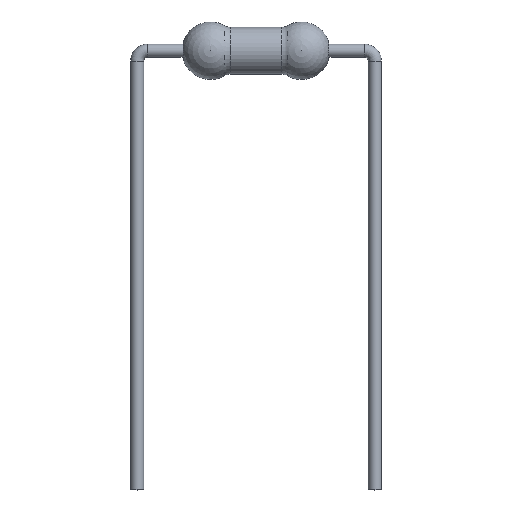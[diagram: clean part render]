
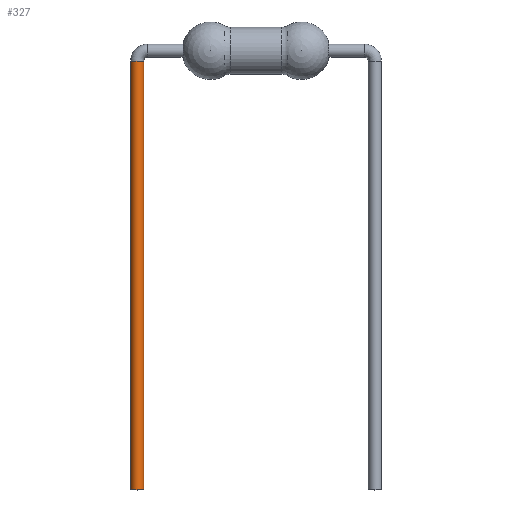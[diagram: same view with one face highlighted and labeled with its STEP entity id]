
A CAD part, top view. The second image highlights one B-rep face of the part: STEP entity #327.
In plain terms, the highlighted cylindrical face has radius 0.32 mm (diameter 0.64 mm), a partial arc.
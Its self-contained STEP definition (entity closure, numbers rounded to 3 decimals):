
#12 = ORIENTED_EDGE ( 'NONE', *, *, #607, .T. ) ;
#28 = CARTESIAN_POINT ( 'NONE',  ( -5.475, 0.892, 0. ) ) ;
#59 = EDGE_CURVE ( 'NONE', #190, #476, #764, .T. ) ;
#69 = CARTESIAN_POINT ( 'NONE',  ( -5.475, 0.892, 0. ) ) ;
#96 = DIRECTION ( 'NONE',  ( 0., -1., 0. ) ) ;
#154 = CIRCLE ( 'NONE', #448, 0.32 ) ;
#167 = AXIS2_PLACEMENT_3D ( 'NONE', #568, #96, #502 ) ;
#179 = CYLINDRICAL_SURFACE ( 'NONE', #167, 0.32 ) ;
#190 = VERTEX_POINT ( 'NONE', #734 ) ;
#200 = ORIENTED_EDGE ( 'NONE', *, *, #205, .F. ) ;
#205 = EDGE_CURVE ( 'NONE', #642, #476, #154, .T. ) ;
#221 = VECTOR ( 'NONE', #320, 1000. ) ;
#225 = DIRECTION ( 'NONE',  ( 1., 0., 0. ) ) ;
#248 = CARTESIAN_POINT ( 'NONE',  ( -6.115, -20., 0. ) ) ;
#320 = DIRECTION ( 'NONE',  ( 0., -1., 0. ) ) ;
#323 = CARTESIAN_POINT ( 'NONE',  ( -5.795, 0.892, 0. ) ) ;
#326 = FACE_OUTER_BOUND ( 'NONE', #532, .T. ) ;
#327 = ADVANCED_FACE ( 'NONE', ( #326 ), #179, .T. ) ;
#331 = AXIS2_PLACEMENT_3D ( 'NONE', #323, #788, #716 ) ;
#349 = DIRECTION ( 'NONE',  ( 0., -1., 0. ) ) ;
#352 = VERTEX_POINT ( 'NONE', #28 ) ;
#356 = CARTESIAN_POINT ( 'NONE',  ( -5.795, -20., 0. ) ) ;
#371 = ORIENTED_EDGE ( 'NONE', *, *, #59, .T. ) ;
#435 = LINE ( 'NONE', #69, #221 ) ;
#448 = AXIS2_PLACEMENT_3D ( 'NONE', #356, #349, #225 ) ;
#459 = VECTOR ( 'NONE', #796, 1000. ) ;
#476 = VERTEX_POINT ( 'NONE', #248 ) ;
#502 = DIRECTION ( 'NONE',  ( 1., 0., 0. ) ) ;
#518 = CARTESIAN_POINT ( 'NONE',  ( -5.475, -20., 0. ) ) ;
#529 = EDGE_CURVE ( 'NONE', #352, #642, #435, .T. ) ;
#532 = EDGE_LOOP ( 'NONE', ( #12, #371, #200, #746 ) ) ;
#568 = CARTESIAN_POINT ( 'NONE',  ( -5.795, 0.892, 0. ) ) ;
#605 = CARTESIAN_POINT ( 'NONE',  ( -6.115, 0.892, 0. ) ) ;
#607 = EDGE_CURVE ( 'NONE', #352, #190, #837, .T. ) ;
#642 = VERTEX_POINT ( 'NONE', #518 ) ;
#716 = DIRECTION ( 'NONE',  ( 1., 0., 0. ) ) ;
#734 = CARTESIAN_POINT ( 'NONE',  ( -6.115, 0.892, 0. ) ) ;
#746 = ORIENTED_EDGE ( 'NONE', *, *, #529, .F. ) ;
#764 = LINE ( 'NONE', #605, #459 ) ;
#788 = DIRECTION ( 'NONE',  ( 0., -1., 0. ) ) ;
#796 = DIRECTION ( 'NONE',  ( 0., -1., 0. ) ) ;
#837 = CIRCLE ( 'NONE', #331, 0.32 ) ;
